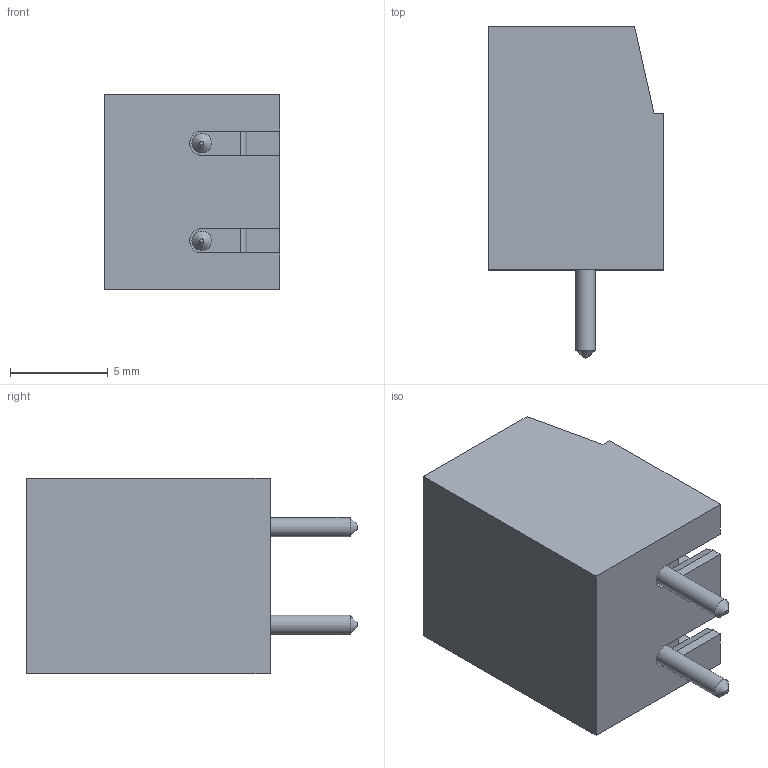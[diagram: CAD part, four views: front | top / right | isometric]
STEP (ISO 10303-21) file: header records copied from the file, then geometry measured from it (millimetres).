
FILE_DESCRIPTION((''),'2;1');
FILE_NAME('10045.4_PK100_2_50_V_BL.stp','2014-10-22T13:41:52',('swilken'),(''),'Autodesk Inventor 2011','Autodesk Inventor 2011','');
FILE_SCHEMA(('AUTOMOTIVE_DESIGN { 1 0 10303 214 1 1 1 1 }'));
Length unit declared in the file: millimetre
Products named in the file (1): PK100_2_50_V_BL
Bounding box: 9 x 17 x 10 mm (x, y, z)
Volume: 870.7 mm3; surface area: 995.4 mm2
Topology: 1 solids, 1 shells, 112 faces, 296 edges, 194 vertices
Faces by surface type: plane 60, cylinder 36, torus 10, cone 6
Full cylindrical faces by diameter (mm): 1 x2
Entity records: 3720 total; most frequent: CARTESIAN_POINT 963, ORIENTED_EDGE 584, DIRECTION 548, EDGE_CURVE 292, AXIS2_PLACEMENT_3D 195, VERTEX_POINT 194, VECTOR 158, LINE 158
